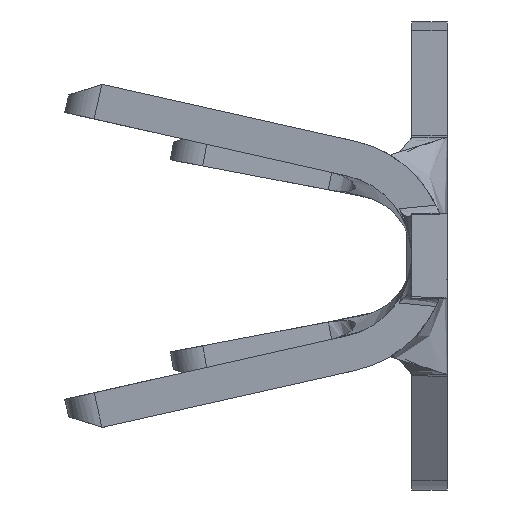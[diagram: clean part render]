
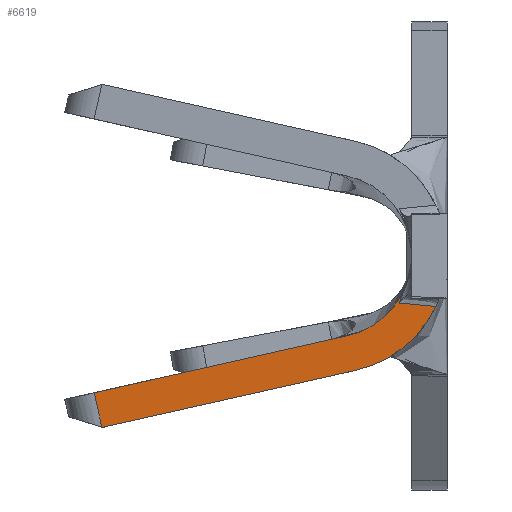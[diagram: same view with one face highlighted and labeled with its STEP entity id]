
A CAD part, left-side view. The second image highlights one B-rep face of the part: STEP entity #6619.
In plain terms, the highlighted planar face has unit normal (-0.996, 0.087, 0).
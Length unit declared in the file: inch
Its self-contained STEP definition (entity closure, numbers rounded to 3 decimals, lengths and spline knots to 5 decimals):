
#65 =( BOUNDED_CURVE ( )  B_SPLINE_CURVE ( 3, ( #2267, #5747, #3446, #7480 ),
 .UNSPECIFIED., .F., .T. ) 
 B_SPLINE_CURVE_WITH_KNOTS ( ( 4, 4 ),
 ( 1.79219, 2.76778 ),
 .UNSPECIFIED. ) 
 CURVE ( )  GEOMETRIC_REPRESENTATION_ITEM ( )  RATIONAL_B_SPLINE_CURVE ( ( 1., 0.922, 0.922, 1. ) ) 
 REPRESENTATION_ITEM ( '' )  );
#85 = CARTESIAN_POINT ( 'NONE',  ( -0.69424, 0.00869, -0.03836 ) ) ;
#183 = CARTESIAN_POINT ( 'NONE',  ( -0.68892, 0.06946, -0.08683 ) ) ;
#216 = CARTESIAN_POINT ( 'NONE',  ( -0.69226, 0.03128, -0.02264 ) ) ;
#236 = ORIENTED_EDGE ( 'NONE', *, *, #5644, .F. ) ;
#329 = DIRECTION ( 'NONE',  ( 0.996, -0.087, 0. ) ) ;
#379 = ORIENTED_EDGE ( 'NONE', *, *, #7178, .F. ) ;
#389 = VERTEX_POINT ( 'NONE', #3819 ) ;
#411 = EDGE_CURVE ( 'NONE', #963, #5420, #6070, .T. ) ;
#431 = CARTESIAN_POINT ( 'NONE',  ( -0.68845, 0.07484, -0.06036 ) ) ;
#687 = CARTESIAN_POINT ( 'NONE',  ( -0.69408, 0.01047, -0.03819 ) ) ;
#706 = CARTESIAN_POINT ( 'NONE',  ( -0.69181, 0.03642, -0.03575 ) ) ;
#745 = CARTESIAN_POINT ( 'NONE',  ( -0.67321, 0.24906, -0.18649 ) ) ;
#963 = VERTEX_POINT ( 'NONE', #706 ) ;
#1052 = CARTESIAN_POINT ( 'NONE',  ( -0.68897, 0.06895, -0.08671 ) ) ;
#1182 = LINE ( 'NONE', #1052, #1367 ) ;
#1235 = ORIENTED_EDGE ( 'NONE', *, *, #5261, .T. ) ;
#1304 = CARTESIAN_POINT ( 'NONE',  ( -0.69371, 0.01477, -0.03779 ) ) ;
#1344 = VERTEX_POINT ( 'NONE', #7112 ) ;
#1367 = VECTOR ( 'NONE', #4546, 39.37008 ) ;
#1438 = VERTEX_POINT ( 'NONE', #1445 ) ;
#1445 = CARTESIAN_POINT ( 'NONE',  ( -0.68892, 0.06946, -0.08683 ) ) ;
#1543 = ORIENTED_EDGE ( 'NONE', *, *, #3705, .F. ) ;
#1604 = VECTOR ( 'NONE', #7401, 39.37008 ) ;
#1618 = EDGE_CURVE ( 'NONE', #4979, #963, #7122, .T. ) ;
#1884 = CARTESIAN_POINT ( 'NONE',  ( -0.69311, 0.02162, -0.03721 ) ) ;
#1912 = DIRECTION ( 'NONE',  ( 0.083, 0.951, 0.297 ) ) ;
#2036 = ORIENTED_EDGE ( 'NONE', *, *, #2784, .F. ) ;
#2072 = CARTESIAN_POINT ( 'NONE',  ( -0.6884, 0.07539, -0.06049 ) ) ;
#2267 = CARTESIAN_POINT ( 'NONE',  ( -0.6884, 0.07539, -0.06049 ) ) ;
#2418 = CARTESIAN_POINT ( 'NONE',  ( -0.69196, 0.03471, -0.03138 ) ) ;
#2455 = CARTESIAN_POINT ( 'NONE',  ( -0.69262, 0.0272, -0.03671 ) ) ;
#2465 = CARTESIAN_POINT ( 'NONE',  ( -0.69211, 0.033, -0.02701 ) ) ;
#2522 = EDGE_CURVE ( 'NONE', #1438, #4251, #1182, .T. ) ;
#2531 = CARTESIAN_POINT ( 'NONE',  ( -0.69319, 0.02066, -0.06342 ) ) ;
#2675 = PLANE ( 'NONE',  #6801 ) ;
#2765 =( BOUNDED_CURVE ( )  B_SPLINE_CURVE ( 3, ( #6529, #2531, #3718, #183 ),
 .UNSPECIFIED., .F., .F. ) 
 B_SPLINE_CURVE_WITH_KNOTS ( ( 4, 4 ),
 ( 3.58722, 4.49099 ),
 .UNSPECIFIED. ) 
 CURVE ( )  GEOMETRIC_REPRESENTATION_ITEM ( )  RATIONAL_B_SPLINE_CURVE ( ( 1., 0.933, 0.933, 1. ) ) 
 REPRESENTATION_ITEM ( '' )  );
#2784 = EDGE_CURVE ( 'NONE', #4979, #1438, #2765, .T. ) ;
#3054 = CARTESIAN_POINT ( 'NONE',  ( -0.69219, 0.03214, -0.03622 ) ) ;
#3065 = ORIENTED_EDGE ( 'NONE', *, *, #1618, .T. ) ;
#3207 = CARTESIAN_POINT ( 'NONE',  ( -0.69226, 0.03128, -0.02264 ) ) ;
#3446 = CARTESIAN_POINT ( 'NONE',  ( -0.69159, 0.03895, -0.0422 ) ) ;
#3634 = CARTESIAN_POINT ( 'NONE',  ( -0.69181, 0.03642, -0.03575 ) ) ;
#3668 = CARTESIAN_POINT ( 'NONE',  ( -0.67006, 0.28505, -0.12258 ) ) ;
#3705 = EDGE_CURVE ( 'NONE', #4251, #389, #6521, .T. ) ;
#3718 = CARTESIAN_POINT ( 'NONE',  ( -0.69129, 0.04237, -0.08073 ) ) ;
#3793 = VERTEX_POINT ( 'NONE', #2072 ) ;
#3819 = CARTESIAN_POINT ( 'NONE',  ( -0.67209, 0.26182, -0.12983 ) ) ;
#3851 = CARTESIAN_POINT ( 'NONE',  ( -0.695, 0., -0.13 ) ) ;
#4251 = VERTEX_POINT ( 'NONE', #6326 ) ;
#4450 = DIRECTION ( 'NONE',  ( 0.087, 0.996, 0. ) ) ;
#4546 = DIRECTION ( 'NONE',  ( 0.085, 0.972, -0.219 ) ) ;
#4789 = CARTESIAN_POINT ( 'NONE',  ( -0.69401, 0.01136, -0.0381 ) ) ;
#4973 = VECTOR ( 'NONE', #6002, 39.37008 ) ;
#4979 = VERTEX_POINT ( 'NONE', #6467 ) ;
#5261 = EDGE_CURVE ( 'NONE', #1344, #389, #6507, .T. ) ;
#5340 = VECTOR ( 'NONE', #1912, 39.37008 ) ;
#5356 = CARTESIAN_POINT ( 'NONE',  ( -0.69341, 0.0182, -0.03751 ) ) ;
#5382 = ORIENTED_EDGE ( 'NONE', *, *, #2522, .F. ) ;
#5420 = VERTEX_POINT ( 'NONE', #3207 ) ;
#5615 = ORIENTED_EDGE ( 'NONE', *, *, #411, .T. ) ;
#5644 = EDGE_CURVE ( 'NONE', #1344, #3793, #7396, .T. ) ;
#5747 = CARTESIAN_POINT ( 'NONE',  ( -0.6902, 0.05489, -0.05587 ) ) ;
#5944 = CARTESIAN_POINT ( 'NONE',  ( -0.69286, 0.02441, -0.03697 ) ) ;
#5949 = FACE_OUTER_BOUND ( 'NONE', #6590, .T. ) ;
#5959 = CARTESIAN_POINT ( 'NONE',  ( -0.69181, 0.03642, -0.03575 ) ) ;
#6002 = DIRECTION ( 'NONE',  ( -0.019, -0.22, -0.975 ) ) ;
#6070 = B_SPLINE_CURVE_WITH_KNOTS ( 'NONE', 3,
 ( #5959, #2418, #2465, #216 ),
 .UNSPECIFIED., .F., .F.,
 ( 4, 4 ),
 ( 0., 0.00036 ),
 .UNSPECIFIED. ) ;
#6326 = CARTESIAN_POINT ( 'NONE',  ( -0.67214, 0.26126, -0.13 ) ) ;
#6467 = CARTESIAN_POINT ( 'NONE',  ( -0.69424, 0.00869, -0.03836 ) ) ;
#6503 = CARTESIAN_POINT ( 'NONE',  ( -0.69416, 0.00958, -0.03827 ) ) ;
#6507 = LINE ( 'NONE', #745, #4973 ) ;
#6521 = LINE ( 'NONE', #3668, #5340 ) ;
#6527 = CARTESIAN_POINT ( 'NONE',  ( -0.69238, 0.02999, -0.03643 ) ) ;
#6529 = CARTESIAN_POINT ( 'NONE',  ( -0.69424, 0.00869, -0.03836 ) ) ;
#6590 = EDGE_LOOP ( 'NONE', ( #2036, #3065, #5615, #379, #236, #1235, #1543, #5382 ) ) ;
#6619 = ADVANCED_FACE ( 'NONE', ( #5949 ), #2675, .F. ) ;
#6801 = AXIS2_PLACEMENT_3D ( 'NONE', #3851, #329, #4450 ) ;
#7091 = CARTESIAN_POINT ( 'NONE',  ( -0.692, 0.03428, -0.03599 ) ) ;
#7112 = CARTESIAN_POINT ( 'NONE',  ( -0.67158, 0.26768, -0.10377 ) ) ;
#7122 = B_SPLINE_CURVE_WITH_KNOTS ( 'NONE', 3,
 ( #85, #6503, #687, #4789, #1304, #5356, #1884, #5944, #2455, #6527, #3054, #7091, #3634 ),
 .UNSPECIFIED., .F., .F.,
 ( 4, 3, 3, 3, 4 ),
 ( 0., 0.00007, 0.00033, 0.00055, 0.00071 ),
 .UNSPECIFIED. ) ;
#7178 = EDGE_CURVE ( 'NONE', #3793, #5420, #65, .T. ) ;
#7396 = LINE ( 'NONE', #431, #1604 ) ;
#7401 = DIRECTION ( 'NONE',  ( -0.085, -0.972, 0.219 ) ) ;
#7480 = CARTESIAN_POINT ( 'NONE',  ( -0.69226, 0.03128, -0.02264 ) ) ;
